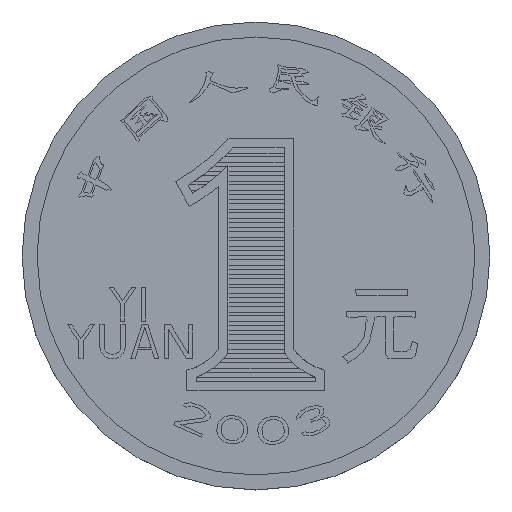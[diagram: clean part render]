
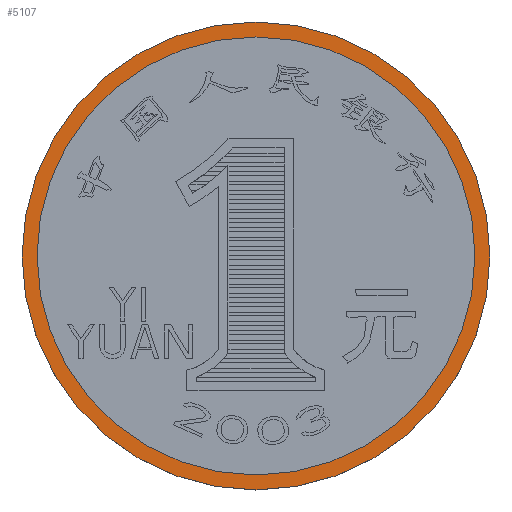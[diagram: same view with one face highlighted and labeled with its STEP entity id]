
A CAD part, top view. The second image highlights one B-rep face of the part: STEP entity #5107.
In plain terms, the highlighted planar face has unit normal (0, 0, 1).
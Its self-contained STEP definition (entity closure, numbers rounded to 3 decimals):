
#522 = ORIENTED_EDGE ( 'NONE', *, *, #1950, .T. ) ;
#1576 = CARTESIAN_POINT ( 'NONE',  ( 0., 0., 0.95 ) ) ;
#1950 = EDGE_CURVE ( 'NONE', #11138, #18071, #9911, .T. ) ;
#2067 = EDGE_CURVE ( 'NONE', #23759, #8515, #24060, .T. ) ;
#3618 = CIRCLE ( 'NONE', #21558, 11.7 ) ;
#4217 = CARTESIAN_POINT ( 'NONE',  ( -12.5, 0., 0.95 ) ) ;
#5107 = ADVANCED_FACE ( 'NONE', ( #5690, #18308 ), #24343, .T. ) ;
#5213 = DIRECTION ( 'NONE',  ( 0., 0., 1. ) ) ;
#5329 = CARTESIAN_POINT ( 'NONE',  ( -11.7, 0., 0.95 ) ) ;
#5690 = FACE_BOUND ( 'NONE', #20352, .T. ) ;
#6646 = CIRCLE ( 'NONE', #21966, 12.5 ) ;
#7354 = AXIS2_PLACEMENT_3D ( 'NONE', #1576, #13786, #14046 ) ;
#7531 = CARTESIAN_POINT ( 'NONE',  ( 0., 0., 0.95 ) ) ;
#7742 = DIRECTION ( 'NONE',  ( 1., 0., 0. ) ) ;
#8515 = VERTEX_POINT ( 'NONE', #19198 ) ;
#8588 = ORIENTED_EDGE ( 'NONE', *, *, #2067, .F. ) ;
#9253 = CARTESIAN_POINT ( 'NONE',  ( 0., 0., 0.95 ) ) ;
#9911 = CIRCLE ( 'NONE', #20420, 12.5 ) ;
#11138 = VERTEX_POINT ( 'NONE', #4217 ) ;
#13786 = DIRECTION ( 'NONE',  ( 0., 0., 1. ) ) ;
#14046 = DIRECTION ( 'NONE',  ( 1., 0., 0. ) ) ;
#18071 = VERTEX_POINT ( 'NONE', #22461 ) ;
#18308 = FACE_OUTER_BOUND ( 'NONE', #18908, .T. ) ;
#18785 = ORIENTED_EDGE ( 'NONE', *, *, #20975, .F. ) ;
#18908 = EDGE_LOOP ( 'NONE', ( #522, #19548 ) ) ;
#19198 = CARTESIAN_POINT ( 'NONE',  ( 11.7, 0., 0.95 ) ) ;
#19263 = DIRECTION ( 'NONE',  ( 0., 0., 1. ) ) ;
#19548 = ORIENTED_EDGE ( 'NONE', *, *, #20142, .T. ) ;
#19675 = DIRECTION ( 'NONE',  ( -1., 0., 0. ) ) ;
#20142 = EDGE_CURVE ( 'NONE', #18071, #11138, #6646, .T. ) ;
#20145 = DIRECTION ( 'NONE',  ( 1., 0., 0. ) ) ;
#20220 = CARTESIAN_POINT ( 'NONE',  ( 0., 0., 0.95 ) ) ;
#20352 = EDGE_LOOP ( 'NONE', ( #8588, #18785 ) ) ;
#20420 = AXIS2_PLACEMENT_3D ( 'NONE', #9253, #19263, #19675 ) ;
#20975 = EDGE_CURVE ( 'NONE', #8515, #23759, #3618, .T. ) ;
#21558 = AXIS2_PLACEMENT_3D ( 'NONE', #7531, #5213, #20145 ) ;
#21966 = AXIS2_PLACEMENT_3D ( 'NONE', #22275, #26665, #7742 ) ;
#22275 = CARTESIAN_POINT ( 'NONE',  ( 0., 0., 0.95 ) ) ;
#22461 = CARTESIAN_POINT ( 'NONE',  ( 12.5, 0., 0.95 ) ) ;
#23181 = AXIS2_PLACEMENT_3D ( 'NONE', #20220, #26397, #26123 ) ;
#23759 = VERTEX_POINT ( 'NONE', #5329 ) ;
#24060 = CIRCLE ( 'NONE', #23181, 11.7 ) ;
#24343 = PLANE ( 'NONE',  #7354 ) ;
#26123 = DIRECTION ( 'NONE',  ( -1., 0., 0. ) ) ;
#26397 = DIRECTION ( 'NONE',  ( 0., 0., 1. ) ) ;
#26665 = DIRECTION ( 'NONE',  ( 0., 0., 1. ) ) ;
